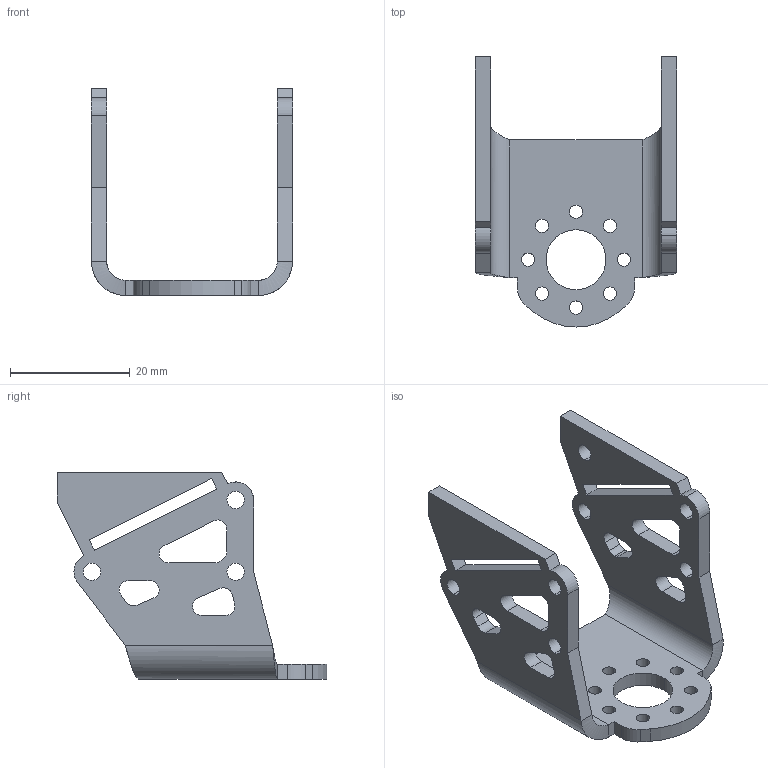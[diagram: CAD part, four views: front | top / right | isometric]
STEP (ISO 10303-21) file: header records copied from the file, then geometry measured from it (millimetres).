
FILE_DESCRIPTION (( 'STEP AP214' ), '1' );
FILE_NAME ('G_Mount_with_Tabs.STEP', '2024-01-10T18:05:28', ( '' ), ( '' ), 'SwSTEP 2.0', 'SolidWorks 2022', '' );
FILE_SCHEMA (( 'AUTOMOTIVE_DESIGN' ));
Length unit declared in the file: millimetre
Products named in the file (1): G_Mount_with_Tabs
Bounding box: 33.58 x 45.06 x 34.58 mm (x, y, z)
Volume: 5610.3 mm3; surface area: 6082.4 mm2
Topology: 1 solids, 1 shells, 126 faces, 356 edges, 232 vertices
Faces by surface type: cylinder 69, plane 53, bspline 4
Entity records: 4432 total; most frequent: CARTESIAN_POINT 943, DIRECTION 724, ORIENTED_EDGE 712, EDGE_CURVE 356, AXIS2_PLACEMENT_3D 253, VERTEX_POINT 232, LINE 218, VECTOR 218
